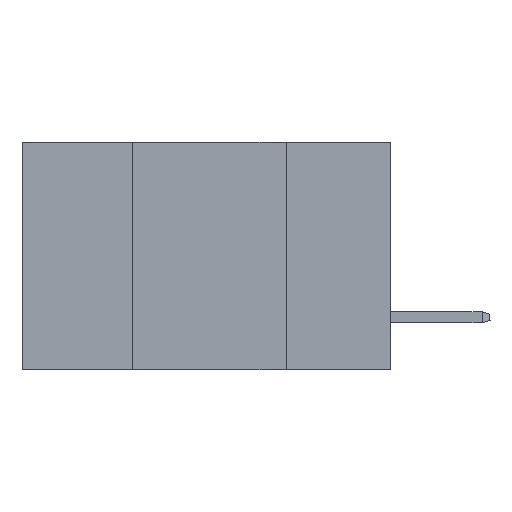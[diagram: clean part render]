
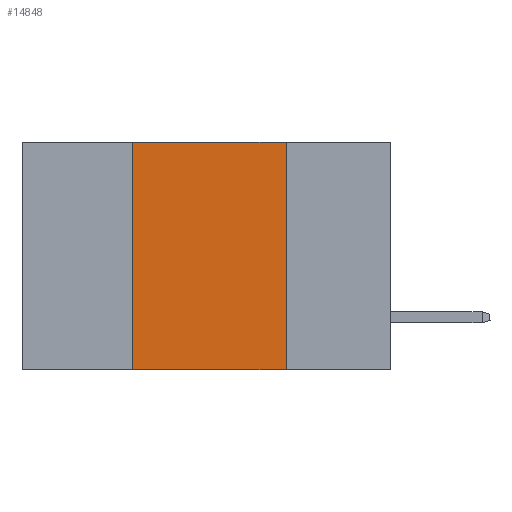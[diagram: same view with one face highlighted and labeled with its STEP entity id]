
A CAD part, left-side view. The second image highlights one B-rep face of the part: STEP entity #14848.
In plain terms, the highlighted planar face has unit normal (-1, 0, 0).
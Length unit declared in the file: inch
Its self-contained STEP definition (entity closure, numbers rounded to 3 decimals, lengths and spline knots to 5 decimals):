
#3 = CARTESIAN_POINT ( 'NONE',  ( 0., 0.17, 0. ) ) ;
#13 = EDGE_CURVE ( 'NONE', #28894, #3857, #11107, .T. ) ;
#95 = LINE ( 'NONE', #3, #32375 ) ;
#349 = EDGE_LOOP ( 'NONE', ( #27047, #4149, #19175, #2695 ) ) ;
#1535 = CARTESIAN_POINT ( 'NONE',  ( 0., 0.6, -0.37 ) ) ;
#2593 = DIRECTION ( 'NONE',  ( 0., 0., -1. ) ) ;
#2695 = ORIENTED_EDGE ( 'NONE', *, *, #13, .T. ) ;
#3857 = VERTEX_POINT ( 'NONE', #22981 ) ;
#4149 = ORIENTED_EDGE ( 'NONE', *, *, #22865, .F. ) ;
#4839 = EDGE_CURVE ( 'NONE', #28894, #32858, #28840, .T. ) ;
#10548 = VECTOR ( 'NONE', #27870, 39.37008 ) ;
#11107 = LINE ( 'NONE', #1535, #32674 ) ;
#11615 = AXIS2_PLACEMENT_3D ( 'NONE', #21229, #18073, #24845 ) ;
#11657 = LINE ( 'NONE', #19321, #24372 ) ;
#14848 = ADVANCED_FACE ( 'NONE', ( #15806 ), #26253, .F. ) ;
#14949 = CARTESIAN_POINT ( 'NONE',  ( 0., 0.42, 0. ) ) ;
#15806 = FACE_OUTER_BOUND ( 'NONE', #349, .T. ) ;
#18073 = DIRECTION ( 'NONE',  ( 1., 0., 0. ) ) ;
#18364 = EDGE_CURVE ( 'NONE', #32363, #3857, #95, .T. ) ;
#19175 = ORIENTED_EDGE ( 'NONE', *, *, #4839, .F. ) ;
#19321 = CARTESIAN_POINT ( 'NONE',  ( 0., 0.6, 0. ) ) ;
#20566 = CARTESIAN_POINT ( 'NONE',  ( 0., 0.42, -0.37 ) ) ;
#21229 = CARTESIAN_POINT ( 'NONE',  ( 0., 0.6, 0. ) ) ;
#21793 = DIRECTION ( 'NONE',  ( 0., -1., 0. ) ) ;
#22865 = EDGE_CURVE ( 'NONE', #32858, #32363, #11657, .T. ) ;
#22981 = CARTESIAN_POINT ( 'NONE',  ( 0., 0.17, -0.37 ) ) ;
#24372 = VECTOR ( 'NONE', #21793, 39.37008 ) ;
#24845 = DIRECTION ( 'NONE',  ( 0., 0., -1. ) ) ;
#26253 = PLANE ( 'NONE',  #11615 ) ;
#27047 = ORIENTED_EDGE ( 'NONE', *, *, #18364, .F. ) ;
#27870 = DIRECTION ( 'NONE',  ( 0., 0., 1. ) ) ;
#28187 = CARTESIAN_POINT ( 'NONE',  ( 0., 0.42, 0. ) ) ;
#28840 = LINE ( 'NONE', #28187, #10548 ) ;
#28894 = VERTEX_POINT ( 'NONE', #20566 ) ;
#30728 = CARTESIAN_POINT ( 'NONE',  ( 0., 0.17, 0. ) ) ;
#32160 = DIRECTION ( 'NONE',  ( 0., -1., 0. ) ) ;
#32363 = VERTEX_POINT ( 'NONE', #30728 ) ;
#32375 = VECTOR ( 'NONE', #2593, 39.37008 ) ;
#32674 = VECTOR ( 'NONE', #32160, 39.37008 ) ;
#32858 = VERTEX_POINT ( 'NONE', #14949 ) ;
